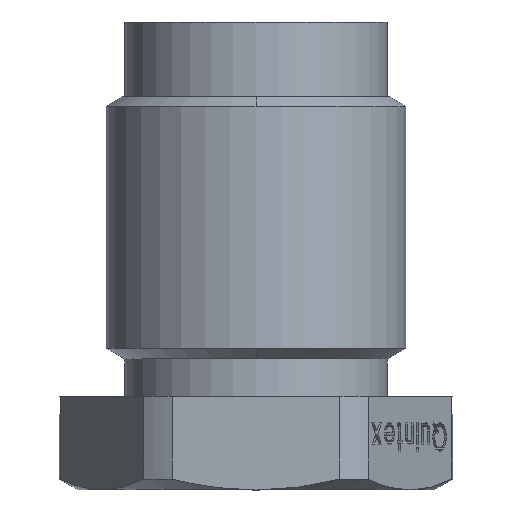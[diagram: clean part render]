
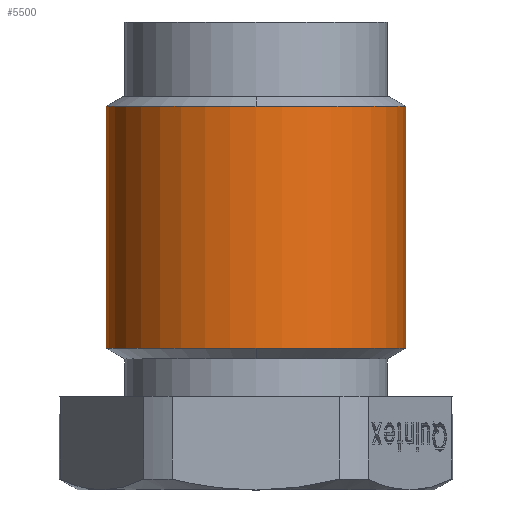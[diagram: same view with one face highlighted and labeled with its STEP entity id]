
A CAD part, left-side view. The second image highlights one B-rep face of the part: STEP entity #5500.
In plain terms, the highlighted cylindrical face has radius 8 mm (diameter 16 mm), a partial arc.
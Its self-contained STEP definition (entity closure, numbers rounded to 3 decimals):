
#5010=CARTESIAN_POINT('',(51.,47.,13.));
#5020=DIRECTION('',(0.,0.,1.));
#5030=DIRECTION('',(0.,1.,0.));
#5040=AXIS2_PLACEMENT_3D('',#5010,#5020,#5030);
#5050=CYLINDRICAL_SURFACE('',#5040,8.);
#5060=CARTESIAN_POINT('',(51.,47.,7.577));
#5070=DIRECTION('',(0.,0.,1.));
#5080=DIRECTION('',(1.,0.,0.));
#5090=AXIS2_PLACEMENT_3D('',#5060,#5070,#5080);
#5100=CIRCLE('',#5090,8.);
#5110=CARTESIAN_POINT('',(51.,55.,7.577));
#5120=VERTEX_POINT('',#5110);
#5130=CARTESIAN_POINT('',(43.,47.,7.577));
#5140=VERTEX_POINT('',#5130);
#5150=EDGE_CURVE('',#5120,#5140,#5100,.T.);
#5160=ORIENTED_EDGE('',*,*,#5150,.T.);
#5170=CARTESIAN_POINT('',(51.,55.,13.));
#5180=DIRECTION('',(0.,0.,1.));
#5190=VECTOR('',#5180,1.);
#5200=LINE('',#5170,#5190);
#5210=CARTESIAN_POINT('',(51.,55.,20.5));
#5220=VERTEX_POINT('',#5210);
#5230=EDGE_CURVE('',#5120,#5220,#5200,.T.);
#5240=ORIENTED_EDGE('',*,*,#5230,.F.);
#5250=CARTESIAN_POINT('',(51.,47.,20.5));
#5260=DIRECTION('',(0.,0.,1.));
#5270=DIRECTION('',(1.,0.,0.));
#5280=AXIS2_PLACEMENT_3D('',#5250,#5260,#5270);
#5290=CIRCLE('',#5280,8.);
#5300=CARTESIAN_POINT('',(43.,47.,20.5));
#5310=VERTEX_POINT('',#5300);
#5320=EDGE_CURVE('',#5220,#5310,#5290,.T.);
#5330=ORIENTED_EDGE('',*,*,#5320,.F.);
#5340=CARTESIAN_POINT('',(51.,39.,20.5));
#5350=VERTEX_POINT('',#5340);
#5360=EDGE_CURVE('',#5310,#5350,#5290,.T.);
#5370=ORIENTED_EDGE('',*,*,#5360,.F.);
#5380=CARTESIAN_POINT('',(51.,39.,13.));
#5390=DIRECTION('',(0.,0.,1.));
#5400=VECTOR('',#5390,1.);
#5410=LINE('',#5380,#5400);
#5420=CARTESIAN_POINT('',(51.,39.,7.577));
#5430=VERTEX_POINT('',#5420);
#5440=EDGE_CURVE('',#5430,#5350,#5410,.T.);
#5450=ORIENTED_EDGE('',*,*,#5440,.T.);
#5460=EDGE_CURVE('',#5140,#5430,#5100,.T.);
#5470=ORIENTED_EDGE('',*,*,#5460,.T.);
#5480=EDGE_LOOP('',(#5470,#5450,#5370,#5330,#5240,#5160));
#5490=FACE_OUTER_BOUND('',#5480,.T.);
#5500=ADVANCED_FACE('',(#5490),#5050,.T.);
